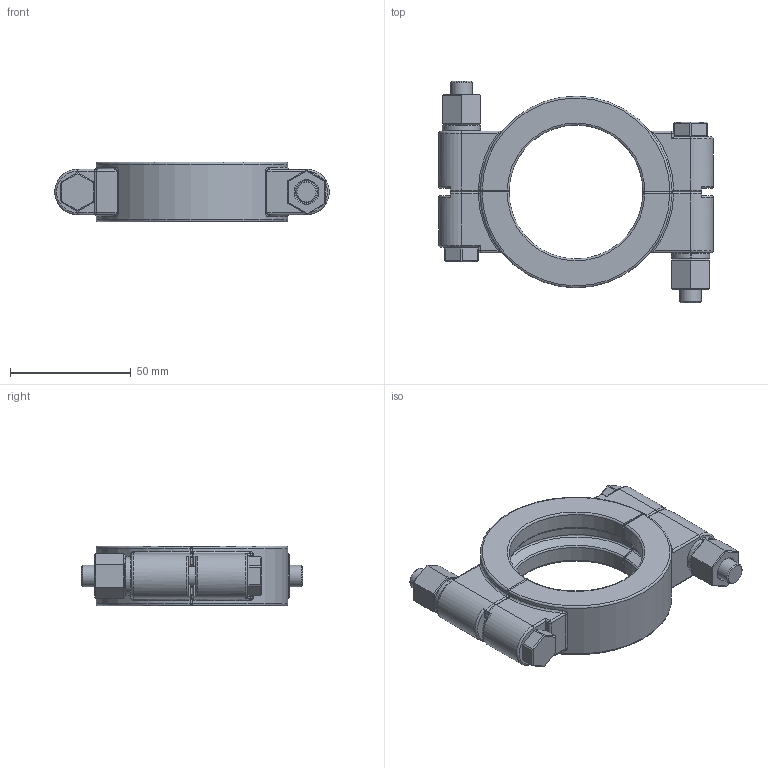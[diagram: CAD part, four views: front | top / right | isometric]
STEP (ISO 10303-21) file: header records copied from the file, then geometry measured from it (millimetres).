
FILE_DESCRIPTION((''),'2;1');
FILE_NAME('13MHP HIGH PRESSURE CLAMP 2.0.stp','2009-02-06T11:46:21',('echaffee'),(''),'Autodesk Inventor 2009','Autodesk Inventor 2009','');
FILE_SCHEMA(('AUTOMOTIVE_DESIGN { 1 0 10303 214 1 1 1 1 }'));
Length unit declared in the file: inch
Products named in the file (5): 13MHP HIGH PRESSURE CLAMP 2; 13MHP HIGH PRESSURE CLAMP 2.0 BODY; 13MHP HIGH PRESSURE CLAMP 2.0 BOLT; 13MHP HIGH PRESSURE CLAMP 2.0 WASHER; 13MHP HIGH PRESSURE CLAMP 2.0 NUT
Assembly tree (8 placements, depth 2):
  13MHP HIGH PRESSURE CLAMP 2
    13MHP HIGH PRESSURE CLAMP 2.0 BODY  x2
    13MHP HIGH PRESSURE CLAMP 2.0 BOLT  x2
    13MHP HIGH PRESSURE CLAMP 2.0 WASHER  x2
    13MHP HIGH PRESSURE CLAMP 2.0 NUT  x2
Bounding box: 113.54 x 91.5 x 24.64 mm (x, y, z)
Volume: 94628.4 mm3; surface area: 34184.5 mm2
Topology: 8 solids, 8 shells, 362 faces, 834 edges, 464 vertices
Faces by surface type: plane 162, cylinder 86, bspline 40, torus 32, sphere 24, cone 18
Full cylindrical faces by diameter (mm): 8.969 x2, 9.366 x4, 10.414 x4
Entity records: 6018 total; most frequent: CARTESIAN_POINT 1931, DIRECTION 857, ORIENTED_EDGE 788, EDGE_CURVE 394, AXIS2_PLACEMENT_3D 327, VERTEX_POINT 229, VECTOR 203, LINE 203
